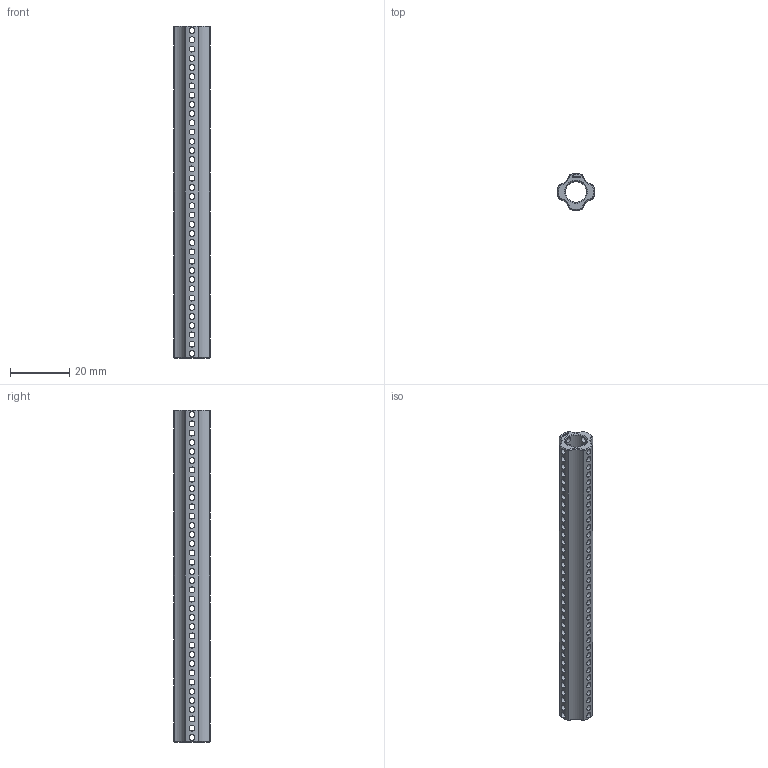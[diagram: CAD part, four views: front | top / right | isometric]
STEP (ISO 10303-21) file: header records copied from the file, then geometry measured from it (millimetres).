
FILE_DESCRIPTION(('FreeCAD Model'),'2;1');
FILE_NAME('Open CASCADE Shape Model','2024-02-18T17:22:21',(''),(''), 'Open CASCADE STEP processor 7.6','FreeCAD','Unknown');
FILE_SCHEMA(('AUTOMOTIVE_DESIGN { 1 0 10303 214 1 1 1 1 }'));
Length unit declared in the file: millimetre
Products named in the file (1): Power-Transmission Hub PLN IDX FRE BU09.00 - SPN-PTH-0135 
(stemfie.org)
Bounding box: 12.5 x 12.5 x 112.5 mm (x, y, z)
Volume: 6073.5 mm3; surface area: 8630 mm2
Topology: 1 solids, 1 shells, 642 faces, 1992 edges, 1346 vertices
Faces by surface type: plane 321, cylinder 153, extrusion 150, cone 18
Full cylindrical faces by diameter (mm): 2 x144, 7.2 x1
Entity records: 89598 total; most frequent: CARTESIAN_POINT 53101, DIRECTION 5236, VECTOR 4128, ORIENTED_EDGE 3984, PCURVE 3984, DEFINITIONAL_REPRESENTATION 3984, LINE 3978, B_SPLINE_CURVE_WITH_KNOTS 2078
